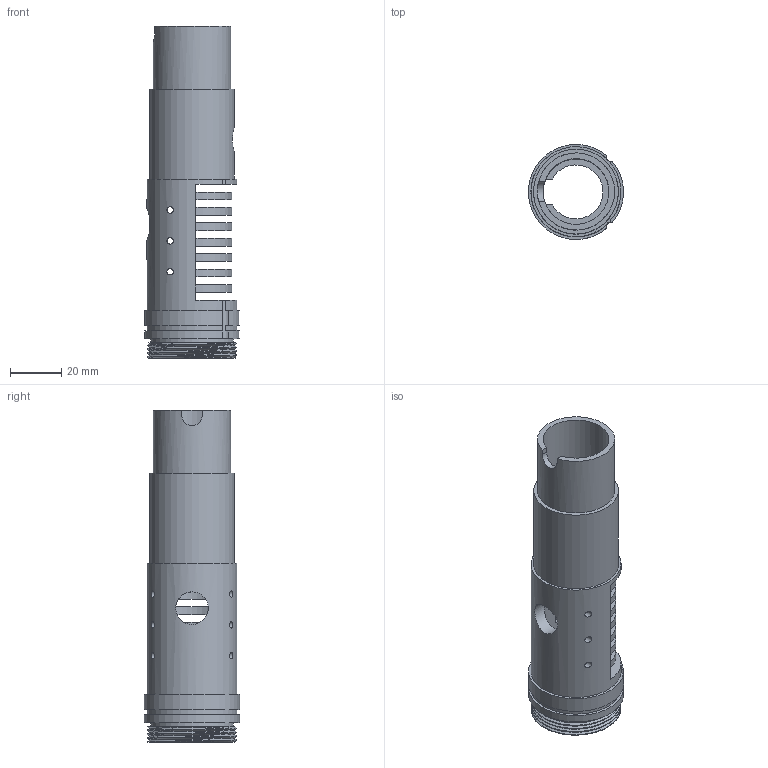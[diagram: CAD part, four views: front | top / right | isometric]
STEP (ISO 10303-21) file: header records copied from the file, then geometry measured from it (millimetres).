
FILE_DESCRIPTION(/* description */ (''),/* implementation_level */ '2;1');
FILE_NAME(/* name */ 'Underframe-01.step',/* time_stamp */ '2022-11-11T11:32:01+08:00',/* author */ (''),/* organization */ (''),/* preprocessor_version */ 'ST-DEVELOPER v19.2',/* originating_system */ 'Autodesk Translation Framework v11.17.0.187',/* authorisation */ '');
FILE_SCHEMA (('AUTOMOTIVE_DESIGN { 1 0 10303 214 3 1 1 }'));
Length unit declared in the file: millimetre
Products named in the file (1): Under frame
Bounding box: 36.88 x 36.98 x 129 mm (x, y, z)
Volume: 37622.3 mm3; surface area: 26635.4 mm2
Topology: 1 solids, 1 shells, 89 faces, 301 edges, 201 vertices
Faces by surface type: cylinder 49, plane 38, bspline 2
Full cylindrical faces by diameter (mm): 2.5 x6, 10.1 x1, 12.65 x1, 25.527 x1, 30 x1, 32 x1, 33 x1, 33.132 x3, 34.85 x3
Entity records: 5358 total; most frequent: CARTESIAN_POINT 2622, ORIENTED_EDGE 602, DIRECTION 550, EDGE_CURVE 301, AXIS2_PLACEMENT_3D 207, VERTEX_POINT 201, LINE 136, VECTOR 136
